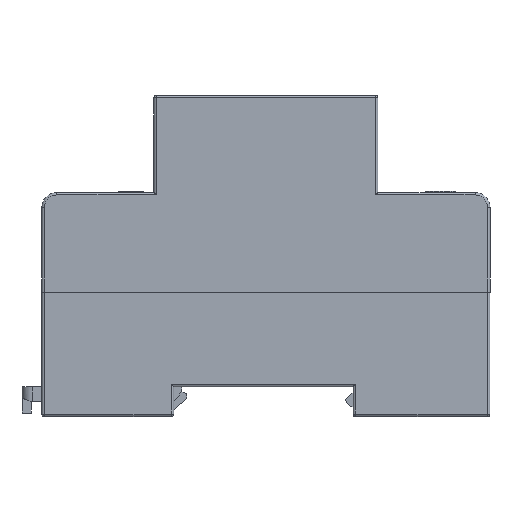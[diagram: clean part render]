
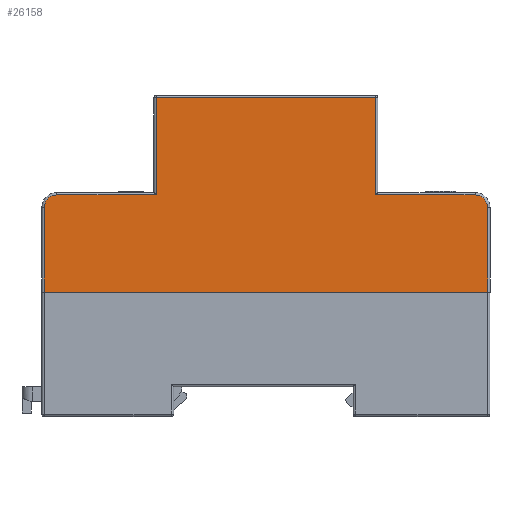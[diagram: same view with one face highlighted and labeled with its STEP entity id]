
A CAD part, front view. The second image highlights one B-rep face of the part: STEP entity #26158.
In plain terms, the highlighted planar face has unit normal (0, -1, 0).
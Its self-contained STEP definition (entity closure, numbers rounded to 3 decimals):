
#6507=DIRECTION('',(-1.,0.,0.));
#6508=VECTOR('',#6507,89.);
#6509=CARTESIAN_POINT('',(89.5,0.,0.));
#6510=LINE('',#6509,#6508);
#6567=CARTESIAN_POINT('',(3.,0.,17.));
#6568=DIRECTION('',(0.,-1.,0.));
#6569=DIRECTION('',(0.,0.,1.));
#6570=AXIS2_PLACEMENT_3D('',#6567,#6568,#6569);
#6575=CARTESIAN_POINT('',(87.,0.,17.));
#6576=DIRECTION('',(0.,-1.,0.));
#6577=DIRECTION('',(1.,0.,0.));
#6578=AXIS2_PLACEMENT_3D('',#6575,#6576,#6577);
#6614=DIRECTION('',(0.,0.,1.));
#6615=VECTOR('',#6614,17.);
#6616=CARTESIAN_POINT('',(0.5,0.,0.));
#6617=LINE('',#6616,#6615);
#6665=DIRECTION('',(0.,0.,-1.));
#6666=VECTOR('',#6665,17.);
#6667=CARTESIAN_POINT('',(89.5,0.,17.));
#6668=LINE('',#6667,#6666);
#6703=DIRECTION('',(1.,0.,0.));
#6704=VECTOR('',#6703,20.);
#6705=CARTESIAN_POINT('',(67.,0.,19.5));
#6706=LINE('',#6705,#6704);
#6724=CARTESIAN_POINT('',(67.,0.,19.5));
#6736=DIRECTION('',(0.,0.,-1.));
#6737=VECTOR('',#6736,19.5);
#6738=CARTESIAN_POINT('',(67.,0.,39.));
#6739=LINE('',#6738,#6737);
#6774=DIRECTION('',(1.,0.,0.));
#6775=VECTOR('',#6774,44.);
#6776=CARTESIAN_POINT('',(23.,0.,39.));
#6777=LINE('',#6776,#6775);
#6826=CARTESIAN_POINT('',(23.,0.,19.5));
#6838=DIRECTION('',(0.,0.,1.));
#6839=VECTOR('',#6838,19.5);
#6840=CARTESIAN_POINT('',(23.,0.,19.5));
#6841=LINE('',#6840,#6839);
#6852=DIRECTION('',(1.,0.,0.));
#6853=VECTOR('',#6852,20.);
#6854=CARTESIAN_POINT('',(3.,0.,19.5));
#6855=LINE('',#6854,#6853);
#19213=CARTESIAN_POINT('',(23.,0.,39.));
#19214=VERTEX_POINT('',#19213);
#19218=VERTEX_POINT('',#6826);
#19220=CARTESIAN_POINT('',(67.,0.,39.));
#19222=VERTEX_POINT('',#19220);
#19227=CARTESIAN_POINT('',(3.,0.,19.5));
#19229=VERTEX_POINT('',#19227);
#19236=CARTESIAN_POINT('',(0.5,0.,17.));
#19238=VERTEX_POINT('',#19236);
#19240=VERTEX_POINT('',#6724);
#19245=CARTESIAN_POINT('',(0.5,0.,0.));
#19247=VERTEX_POINT('',#19245);
#19250=CARTESIAN_POINT('',(87.,0.,19.5));
#19252=VERTEX_POINT('',#19250);
#19257=CARTESIAN_POINT('',(89.5,0.,17.));
#19259=VERTEX_POINT('',#19257);
#19262=CARTESIAN_POINT('',(89.5,0.,0.));
#19264=VERTEX_POINT('',#19262);
#26132=CARTESIAN_POINT('',(0.,0.,39.5));
#26133=DIRECTION('',(0.,1.,0.));
#26134=DIRECTION('',(0.,0.,1.));
#26135=AXIS2_PLACEMENT_3D('',#26132,#26133,#26134);
#26136=PLANE('',#26135);
#26138=ORIENTED_EDGE('',*,*,#26137,.F.);
#26140=ORIENTED_EDGE('',*,*,#26139,.T.);
#26142=ORIENTED_EDGE('',*,*,#26141,.T.);
#26144=ORIENTED_EDGE('',*,*,#26143,.T.);
#26146=ORIENTED_EDGE('',*,*,#26145,.T.);
#26148=ORIENTED_EDGE('',*,*,#26147,.T.);
#26150=ORIENTED_EDGE('',*,*,#26149,.F.);
#26152=ORIENTED_EDGE('',*,*,#26151,.T.);
#26153=ORIENTED_EDGE('',*,*,#26099,.T.);
#26155=ORIENTED_EDGE('',*,*,#26154,.T.);
#26156=EDGE_LOOP('',(#26138,#26140,#26142,#26144,#26146,#26148,#26150,#26152,
#26153,#26155));
#26157=FACE_OUTER_BOUND('',#26156,.F.);
#6571=CIRCLE('',#6570,2.5);
#6579=CIRCLE('',#6578,2.5);
#26099=EDGE_CURVE('',#19264,#19247,#6510,.T.);
#26137=EDGE_CURVE('',#19229,#19238,#6571,.T.);
#26139=EDGE_CURVE('',#19229,#19218,#6855,.T.);
#26141=EDGE_CURVE('',#19218,#19214,#6841,.T.);
#26143=EDGE_CURVE('',#19214,#19222,#6777,.T.);
#26145=EDGE_CURVE('',#19222,#19240,#6739,.T.);
#26147=EDGE_CURVE('',#19240,#19252,#6706,.T.);
#26149=EDGE_CURVE('',#19259,#19252,#6579,.T.);
#26151=EDGE_CURVE('',#19259,#19264,#6668,.T.);
#26154=EDGE_CURVE('',#19247,#19238,#6617,.T.);
#26158=ADVANCED_FACE('',(#26157),#26136,.F.);
